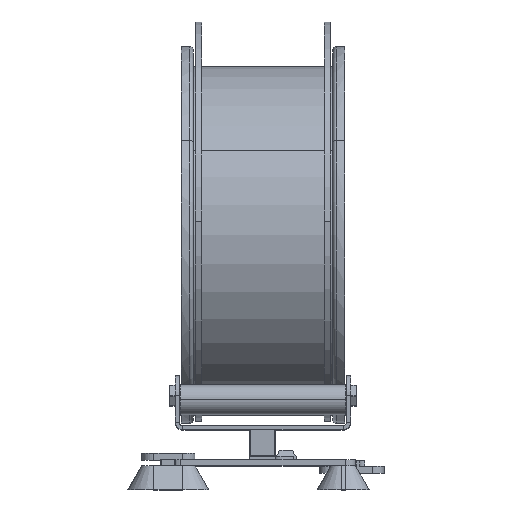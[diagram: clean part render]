
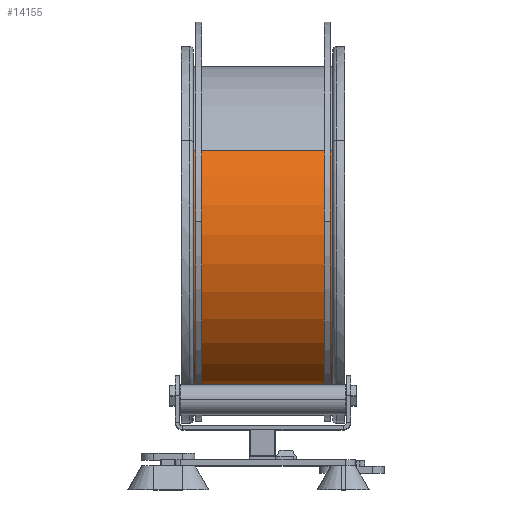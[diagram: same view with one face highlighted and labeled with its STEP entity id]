
A CAD part, top view. The second image highlights one B-rep face of the part: STEP entity #14155.
In plain terms, the highlighted cylindrical face has radius 84 mm (diameter 168 mm), a partial arc.
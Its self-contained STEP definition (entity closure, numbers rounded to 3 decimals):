
#581 = ORIENTED_EDGE ( 'NONE', *, *, #38632, .F. ) ;
#749 = CARTESIAN_POINT ( 'NONE',  ( 0., 0., 6. ) ) ;
#1115 = DIRECTION ( 'NONE',  ( 0., 0., -1. ) ) ;
#1557 = EDGE_CURVE ( 'NONE', #22354, #24178, #24202, .T. ) ;
#4131 = CYLINDRICAL_SURFACE ( 'NONE', #16697, 84. ) ;
#6355 = AXIS2_PLACEMENT_3D ( 'NONE', #31954, #1115, #22062 ) ;
#10643 = CIRCLE ( 'NONE', #35778, 84. ) ;
#11104 = FACE_OUTER_BOUND ( 'NONE', #21189, .T. ) ;
#11499 = CARTESIAN_POINT ( 'NONE',  ( -84., 0., 6. ) ) ;
#12846 = VERTEX_POINT ( 'NONE', #22799 ) ;
#14155 = ADVANCED_FACE ( 'NONE', ( #11104 ), #4131, .T. ) ;
#16642 = DIRECTION ( 'NONE',  ( 0., 0., 1. ) ) ;
#16697 = AXIS2_PLACEMENT_3D ( 'NONE', #749, #42126, #28217 ) ;
#20373 = DIRECTION ( 'NONE',  ( 0., 0., 1. ) ) ;
#21189 = EDGE_LOOP ( 'NONE', ( #32284, #30831, #27566, #581 ) ) ;
#21625 = DIRECTION ( 'NONE',  ( 0., 0., 1. ) ) ;
#22062 = DIRECTION ( 'NONE',  ( 1., 0., 0. ) ) ;
#22354 = VERTEX_POINT ( 'NONE', #35935 ) ;
#22799 = CARTESIAN_POINT ( 'NONE',  ( -84., 0., 75.5 ) ) ;
#24178 = VERTEX_POINT ( 'NONE', #34034 ) ;
#24202 = LINE ( 'NONE', #27801, #43275 ) ;
#27566 = ORIENTED_EDGE ( 'NONE', *, *, #1557, .T. ) ;
#27801 = CARTESIAN_POINT ( 'NONE',  ( 84., 0., 6. ) ) ;
#28217 = DIRECTION ( 'NONE',  ( 1., 0., 0. ) ) ;
#28938 = EDGE_CURVE ( 'NONE', #43376, #12846, #35791, .T. ) ;
#28964 = EDGE_CURVE ( 'NONE', #22354, #43376, #39411, .T. ) ;
#30831 = ORIENTED_EDGE ( 'NONE', *, *, #28964, .F. ) ;
#31954 = CARTESIAN_POINT ( 'NONE',  ( 0., 0., 6. ) ) ;
#32284 = ORIENTED_EDGE ( 'NONE', *, *, #28938, .F. ) ;
#34034 = CARTESIAN_POINT ( 'NONE',  ( 84., 0., 75.5 ) ) ;
#35778 = AXIS2_PLACEMENT_3D ( 'NONE', #36434, #16642, #40671 ) ;
#35791 = LINE ( 'NONE', #11499, #44443 ) ;
#35935 = CARTESIAN_POINT ( 'NONE',  ( 84., 0., 6. ) ) ;
#36434 = CARTESIAN_POINT ( 'NONE',  ( 0., 0., 75.5 ) ) ;
#38632 = EDGE_CURVE ( 'NONE', #12846, #24178, #10643, .T. ) ;
#39411 = CIRCLE ( 'NONE', #6355, 84. ) ;
#39643 = CARTESIAN_POINT ( 'NONE',  ( -84., 0., 6. ) ) ;
#40671 = DIRECTION ( 'NONE',  ( 1., 0., 0. ) ) ;
#42126 = DIRECTION ( 'NONE',  ( 0., 0., 1. ) ) ;
#43275 = VECTOR ( 'NONE', #20373, 1000. ) ;
#43376 = VERTEX_POINT ( 'NONE', #39643 ) ;
#44443 = VECTOR ( 'NONE', #21625, 1000. ) ;
